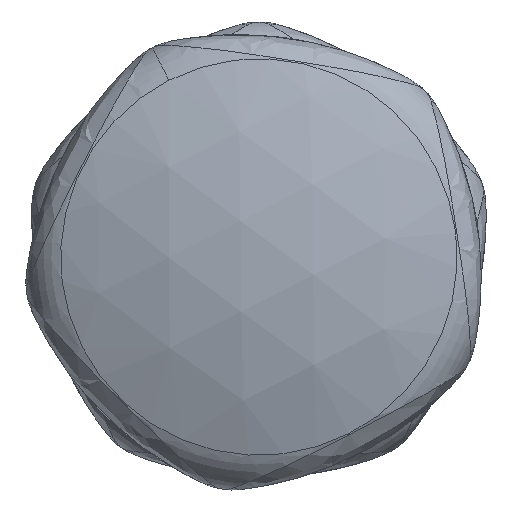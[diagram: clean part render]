
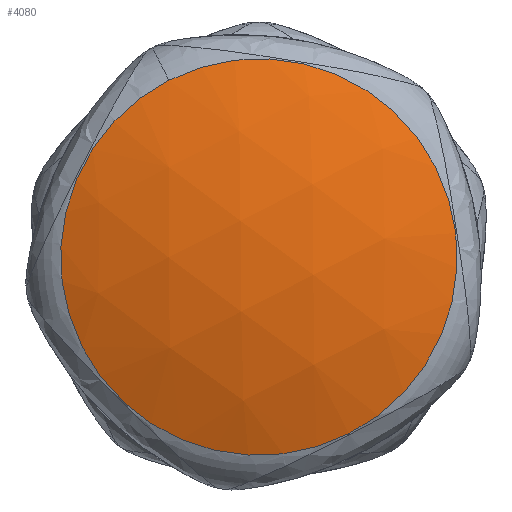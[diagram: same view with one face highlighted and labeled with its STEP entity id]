
A CAD part, front view. The second image highlights one B-rep face of the part: STEP entity #4080.
In plain terms, the highlighted spherical face has radius 45 mm.
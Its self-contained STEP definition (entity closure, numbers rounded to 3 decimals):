
#61=SPHERICAL_SURFACE('',#4507,45.);
#217=CIRCLE('',#4342,16.875);
#321=CIRCLE('',#4501,16.875);
#322=CIRCLE('',#4502,16.875);
#702=FACE_OUTER_BOUND('',#953,.T.);
#953=EDGE_LOOP('',(#3750,#3751,#3752));
#1672=VERTEX_POINT('',#13824);
#1684=VERTEX_POINT('',#13998);
#1844=VERTEX_POINT('',#22299);
#2214=EDGE_CURVE('',#1672,#1684,#217,.T.);
#2478=EDGE_CURVE('',#1844,#1672,#321,.T.);
#2479=EDGE_CURVE('',#1684,#1844,#322,.T.);
#3750=ORIENTED_EDGE('',*,*,#2478,.T.);
#3751=ORIENTED_EDGE('',*,*,#2214,.T.);
#3752=ORIENTED_EDGE('',*,*,#2479,.T.);
#4080=ADVANCED_FACE('',(#702),#61,.T.);
#4342=AXIS2_PLACEMENT_3D('',#14000,#4920,#4921);
#4501=AXIS2_PLACEMENT_3D('',#22300,#5280,#5281);
#4502=AXIS2_PLACEMENT_3D('',#22301,#5282,#5283);
#4507=AXIS2_PLACEMENT_3D('',#22306,#5292,#5293);
#4920=DIRECTION('center_axis',(0.,1.,0.));
#4921=DIRECTION('ref_axis',(-1.,0.,0.));
#5280=DIRECTION('center_axis',(0.,1.,0.));
#5281=DIRECTION('ref_axis',(-1.,0.,0.));
#5282=DIRECTION('center_axis',(0.,1.,0.));
#5283=DIRECTION('ref_axis',(-1.,0.,0.));
#5292=DIRECTION('center_axis',(0.,0.,1.));
#5293=DIRECTION('ref_axis',(1.,0.,0.));
#13824=CARTESIAN_POINT('',(0.,-3.284,16.875));
#13998=CARTESIAN_POINT('',(0.,-3.284,-16.875));
#14000=CARTESIAN_POINT('Origin',(0.,-3.284,0.));
#22299=CARTESIAN_POINT('',(-16.875,-3.284,0.));
#22300=CARTESIAN_POINT('Origin',(0.,-3.284,0.));
#22301=CARTESIAN_POINT('Origin',(0.,-3.284,0.));
#22306=CARTESIAN_POINT('Origin',(0.,-45.,0.));
